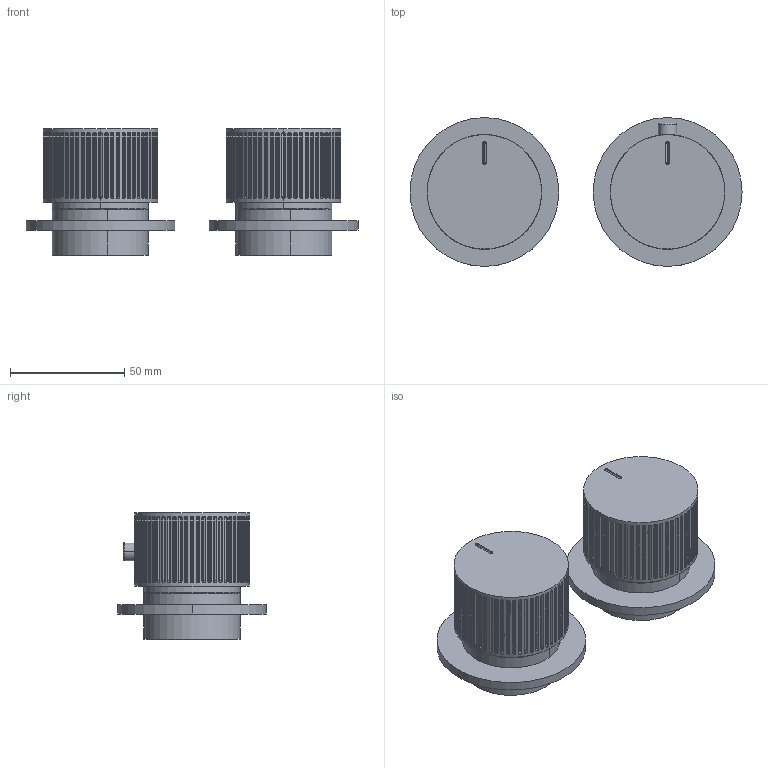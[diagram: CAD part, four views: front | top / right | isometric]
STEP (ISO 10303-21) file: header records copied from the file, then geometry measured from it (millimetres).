
FILE_DESCRIPTION (( 'STEP AP214' ), '1' );
FILE_NAME ('CO320LRV.F_STEP_v10524.STEP', '2024-05-15T12:19:33', ( '' ), ( '' ), 'SwSTEP 2.0', 'SolidWorks 2019', '' );
FILE_SCHEMA (( 'AUTOMOTIVE_DESIGN' ));
Length unit declared in the file: millimetre
Products named in the file (5): CO320LRV.F_STEP_v10524; COS_Mini Plates_v10224_65MM CLASSIC; VB_Shroud_VISUAL ONLY_v10524; Fluted SHOWER handles_DIVERTER H35mm_v11023.step; Fluted SHOWER handles_THERMO H35mm_v11023.step
Assembly tree (6 placements, depth 2):
  CO320LRV.F_STEP_v10524
    COS_Mini Plates_v10224_65MM CLASSIC  x2
    VB_Shroud_VISUAL ONLY_v10524  x2
    Fluted SHOWER handles_DIVERTER H35mm_v11023.step
    Fluted SHOWER handles_THERMO H35mm_v11023.step
Bounding box: 145 x 65 x 55.2 mm (x, y, z)
Volume: 154558.3 mm3; surface area: 45658.5 mm2
Topology: 6 solids, 6 shells, 1218 faces, 2772 edges, 1684 vertices
Faces by surface type: cylinder 578, plane 390, torus 250
Entity records: 37600 total; most frequent: CARTESIAN_POINT 9959, DIRECTION 6044, ORIENTED_EDGE 5496, EDGE_CURVE 2748, AXIS2_PLACEMENT_3D 2361, VERTEX_POINT 1668, EDGE_LOOP 1328, LINE 1322
